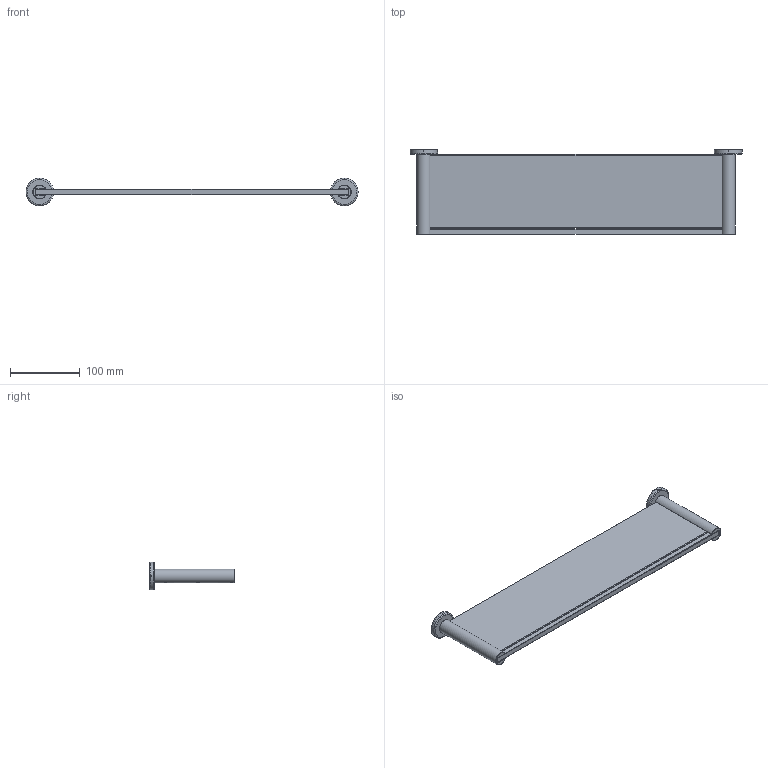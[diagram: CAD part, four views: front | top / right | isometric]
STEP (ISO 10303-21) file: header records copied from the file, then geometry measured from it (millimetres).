
FILE_DESCRIPTION(/* description */ (''),/* implementation_level */ '2;1');
FILE_NAME(/* name */ 'STEP - Mizu Drift Glass Shelf_DIMS TBC',/* time_stamp */ '2025-08-12T08:42:35+10:00',/* author */ (''),/* organization */ (''),/* preprocessor_version */ 'ST-DEVELOPER v16.5',/* originating_system */ 'Rhino 7.37',/* authorisation */ '');
FILE_SCHEMA (('AUTOMOTIVE_DESIGN'));
Length unit declared in the file: millimetre
Products named in the file (14): Document; 221591_Mizu Drift Glass Shelf; 01591_ASM_ASM; 01591_ASM_ASM_1_ASM; 01591_ASM_STP_ASM_1_ASM; 01500-02-A_1; 01500-05_1_2_3_4_5_6_7_8_9_1; 01559-01-A_1; 01591-02_1; 01591-01_1; 01559-01-B_1; 01500-02-B_1; M5-6_1; 01591-03_1
Assembly tree (20 placements, depth 6):
  Document
    221591_Mizu Drift Glass Shelf
      01591_ASM_ASM
        01591_ASM_ASM_1_ASM
          01591_ASM_STP_ASM_1_ASM
            01500-02-A_1
            01500-05_1_2_3_4_5_6_7_8_9_1  x2
            01559-01-A_1
            01591-02_1
            01591-01_1  x2
            01559-01-B_1
            01500-02-B_1
            M5-6_1  x6
            01591-03_1
Bounding box: 477.56 x 122 x 39.6 mm (x, y, z)
Volume: 353138.7 mm3; surface area: 168299.8 mm2
Topology: 16 solids, 16 shells, 372 faces, 970 edges, 632 vertices
Faces by surface type: plane 182, cylinder 134, bspline 56
Entity records: 10404 total; most frequent: CARTESIAN_POINT 4900, ORIENTED_EDGE 1542, EDGE_CURVE 771, VERTEX_POINT 517, B_SPLINE_CURVE_WITH_KNOTS 453, EDGE_LOOP 340, DIRECTION 334, AXIS2_PLACEMENT_3D 291
